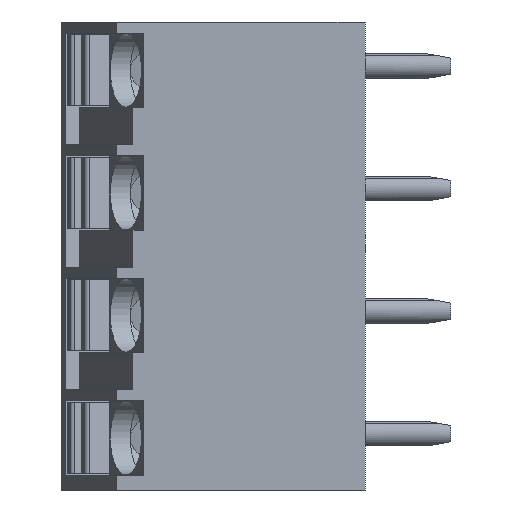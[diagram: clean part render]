
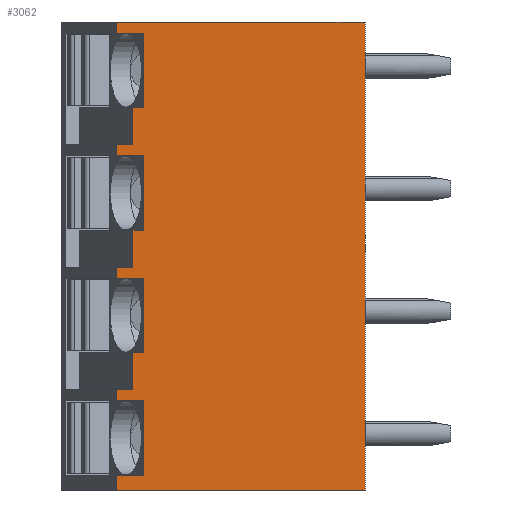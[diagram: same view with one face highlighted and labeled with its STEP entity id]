
A CAD part, left-side view. The second image highlights one B-rep face of the part: STEP entity #3062.
In plain terms, the highlighted planar face has unit normal (-1, 0, 0).
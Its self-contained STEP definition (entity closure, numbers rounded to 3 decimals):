
#25=DIRECTION('',(0.,-1.,0.));
#26=VECTOR('',#25,10.135);
#27=CARTESIAN_POINT('',(-4.998,3.935,-2.35));
#28=LINE('',#27,#26);
#45=DIRECTION('',(0.,0.,1.));
#46=VECTOR('',#45,19.1);
#47=CARTESIAN_POINT('',(-4.998,-6.2,-2.35));
#48=LINE('',#47,#46);
#185=DIRECTION('',(0.,0.,1.));
#186=VECTOR('',#185,1.5);
#187=CARTESIAN_POINT('',(-4.998,3.273,11.75));
#188=LINE('',#187,#186);
#189=DIRECTION('',(0.,-1.,0.));
#190=VECTOR('',#189,0.441);
#191=CARTESIAN_POINT('',(-4.998,3.273,13.25));
#192=LINE('',#191,#190);
#193=DIRECTION('',(0.,0.,1.));
#194=VECTOR('',#193,3.05);
#195=CARTESIAN_POINT('',(-4.998,2.831,13.25));
#196=LINE('',#195,#194);
#197=DIRECTION('',(0.,-1.,0.));
#198=VECTOR('',#197,1.103);
#199=CARTESIAN_POINT('',(-4.998,3.935,16.3));
#200=LINE('',#199,#198);
#201=DIRECTION('',(0.,0.,1.));
#202=VECTOR('',#201,0.45);
#203=CARTESIAN_POINT('',(-4.998,3.935,16.3));
#204=LINE('',#203,#202);
#205=DIRECTION('',(0.,0.,1.));
#206=VECTOR('',#205,0.6);
#207=CARTESIAN_POINT('',(-4.998,3.935,-2.35));
#208=LINE('',#207,#206);
#209=DIRECTION('',(0.,-1.,0.));
#210=VECTOR('',#209,1.103);
#211=CARTESIAN_POINT('',(-4.998,3.935,-1.75));
#212=LINE('',#211,#210);
#213=DIRECTION('',(0.,0.,1.));
#214=VECTOR('',#213,3.05);
#215=CARTESIAN_POINT('',(-4.998,2.831,-1.75));
#216=LINE('',#215,#214);
#217=DIRECTION('',(0.,-1.,0.));
#218=VECTOR('',#217,1.103);
#219=CARTESIAN_POINT('',(-4.998,3.935,1.3));
#220=LINE('',#219,#218);
#221=DIRECTION('',(0.,0.,1.));
#222=VECTOR('',#221,0.45);
#223=CARTESIAN_POINT('',(-4.998,3.935,1.3));
#224=LINE('',#223,#222);
#225=DIRECTION('',(0.,-1.,0.));
#226=VECTOR('',#225,0.662);
#227=CARTESIAN_POINT('',(-4.998,3.935,1.75));
#228=LINE('',#227,#226);
#229=DIRECTION('',(0.,0.,1.));
#230=VECTOR('',#229,1.5);
#231=CARTESIAN_POINT('',(-4.998,3.273,1.75));
#232=LINE('',#231,#230);
#233=DIRECTION('',(0.,-1.,0.));
#234=VECTOR('',#233,0.441);
#235=CARTESIAN_POINT('',(-4.998,3.273,3.25));
#236=LINE('',#235,#234);
#237=DIRECTION('',(0.,0.,1.));
#238=VECTOR('',#237,3.05);
#239=CARTESIAN_POINT('',(-4.998,2.831,3.25));
#240=LINE('',#239,#238);
#241=DIRECTION('',(0.,-1.,0.));
#242=VECTOR('',#241,1.103);
#243=CARTESIAN_POINT('',(-4.998,3.935,6.3));
#244=LINE('',#243,#242);
#245=DIRECTION('',(0.,0.,1.));
#246=VECTOR('',#245,0.45);
#247=CARTESIAN_POINT('',(-4.998,3.935,6.3));
#248=LINE('',#247,#246);
#249=DIRECTION('',(0.,-1.,0.));
#250=VECTOR('',#249,0.662);
#251=CARTESIAN_POINT('',(-4.998,3.935,6.75));
#252=LINE('',#251,#250);
#253=DIRECTION('',(0.,0.,1.));
#254=VECTOR('',#253,1.5);
#255=CARTESIAN_POINT('',(-4.998,3.273,6.75));
#256=LINE('',#255,#254);
#257=DIRECTION('',(0.,-1.,0.));
#258=VECTOR('',#257,0.441);
#259=CARTESIAN_POINT('',(-4.998,3.273,8.25));
#260=LINE('',#259,#258);
#261=DIRECTION('',(0.,0.,1.));
#262=VECTOR('',#261,3.05);
#263=CARTESIAN_POINT('',(-4.998,2.831,8.25));
#264=LINE('',#263,#262);
#265=DIRECTION('',(0.,-1.,0.));
#266=VECTOR('',#265,1.103);
#267=CARTESIAN_POINT('',(-4.998,3.935,11.3));
#268=LINE('',#267,#266);
#269=DIRECTION('',(0.,0.,1.));
#270=VECTOR('',#269,0.45);
#271=CARTESIAN_POINT('',(-4.998,3.935,11.3));
#272=LINE('',#271,#270);
#273=DIRECTION('',(0.,-1.,0.));
#274=VECTOR('',#273,0.662);
#275=CARTESIAN_POINT('',(-4.998,3.935,11.75));
#276=LINE('',#275,#274);
#1857=DIRECTION('',(0.,-1.,0.));
#1858=VECTOR('',#1857,10.135);
#1859=CARTESIAN_POINT('',(-4.998,3.935,16.75));
#1860=LINE('',#1859,#1858);
#2255=CARTESIAN_POINT('',(-4.998,3.935,-2.35));
#2256=VERTEX_POINT('',#2255);
#2257=CARTESIAN_POINT('',(-4.998,-6.2,-2.35));
#2258=VERTEX_POINT('',#2257);
#2267=CARTESIAN_POINT('',(-4.998,3.935,16.75));
#2268=VERTEX_POINT('',#2267);
#2269=CARTESIAN_POINT('',(-4.998,-6.2,16.75));
#2270=VERTEX_POINT('',#2269);
#2273=CARTESIAN_POINT('',(-4.998,3.935,-1.75));
#2275=VERTEX_POINT('',#2273);
#2277=CARTESIAN_POINT('',(-4.998,3.935,1.3));
#2279=VERTEX_POINT('',#2277);
#2281=CARTESIAN_POINT('',(-4.998,2.831,-1.75));
#2282=CARTESIAN_POINT('',(-4.998,2.831,1.3));
#2283=VERTEX_POINT('',#2281);
#2284=VERTEX_POINT('',#2282);
#2518=CARTESIAN_POINT('',(-4.998,3.935,6.3));
#2520=VERTEX_POINT('',#2518);
#2522=CARTESIAN_POINT('',(-4.998,2.831,3.25));
#2523=CARTESIAN_POINT('',(-4.998,2.831,6.3));
#2524=VERTEX_POINT('',#2522);
#2525=VERTEX_POINT('',#2523);
#2554=CARTESIAN_POINT('',(-4.998,3.935,1.75));
#2556=VERTEX_POINT('',#2554);
#2558=CARTESIAN_POINT('',(-4.998,3.273,1.75));
#2559=CARTESIAN_POINT('',(-4.998,3.273,3.25));
#2560=VERTEX_POINT('',#2558);
#2561=VERTEX_POINT('',#2559);
#2578=CARTESIAN_POINT('',(-4.998,3.935,11.3));
#2580=VERTEX_POINT('',#2578);
#2582=CARTESIAN_POINT('',(-4.998,2.831,8.25));
#2583=CARTESIAN_POINT('',(-4.998,2.831,11.3));
#2584=VERTEX_POINT('',#2582);
#2585=VERTEX_POINT('',#2583);
#2706=CARTESIAN_POINT('',(-4.998,3.935,6.75));
#2708=VERTEX_POINT('',#2706);
#2710=CARTESIAN_POINT('',(-4.998,3.273,6.75));
#2711=CARTESIAN_POINT('',(-4.998,3.273,8.25));
#2712=VERTEX_POINT('',#2710);
#2713=VERTEX_POINT('',#2711);
#2730=CARTESIAN_POINT('',(-4.998,3.935,16.3));
#2732=VERTEX_POINT('',#2730);
#2734=CARTESIAN_POINT('',(-4.998,2.831,13.25));
#2735=CARTESIAN_POINT('',(-4.998,2.831,16.3));
#2736=VERTEX_POINT('',#2734);
#2737=VERTEX_POINT('',#2735);
#2858=CARTESIAN_POINT('',(-4.998,3.935,11.75));
#2860=VERTEX_POINT('',#2858);
#2862=CARTESIAN_POINT('',(-4.998,3.273,11.75));
#2863=CARTESIAN_POINT('',(-4.998,3.273,13.25));
#2864=VERTEX_POINT('',#2862);
#2865=VERTEX_POINT('',#2863);
#3005=CARTESIAN_POINT('',(-4.998,3.935,-2.35));
#3006=DIRECTION('',(-1.,0.,0.));
#3007=DIRECTION('',(0.,-1.,0.));
#3008=AXIS2_PLACEMENT_3D('',#3005,#3006,#3007);
#3009=PLANE('',#3008);
#3011=ORIENTED_EDGE('',*,*,#3010,.T.);
#3013=ORIENTED_EDGE('',*,*,#3012,.T.);
#3015=ORIENTED_EDGE('',*,*,#3014,.T.);
#3017=ORIENTED_EDGE('',*,*,#3016,.F.);
#3019=ORIENTED_EDGE('',*,*,#3018,.T.);
#3021=ORIENTED_EDGE('',*,*,#3020,.T.);
#3022=ORIENTED_EDGE('',*,*,#2925,.F.);
#3023=ORIENTED_EDGE('',*,*,#2881,.F.);
#3025=ORIENTED_EDGE('',*,*,#3024,.T.);
#3027=ORIENTED_EDGE('',*,*,#3026,.T.);
#3029=ORIENTED_EDGE('',*,*,#3028,.T.);
#3031=ORIENTED_EDGE('',*,*,#3030,.F.);
#3033=ORIENTED_EDGE('',*,*,#3032,.T.);
#3035=ORIENTED_EDGE('',*,*,#3034,.T.);
#3037=ORIENTED_EDGE('',*,*,#3036,.T.);
#3039=ORIENTED_EDGE('',*,*,#3038,.T.);
#3041=ORIENTED_EDGE('',*,*,#3040,.T.);
#3043=ORIENTED_EDGE('',*,*,#3042,.F.);
#3045=ORIENTED_EDGE('',*,*,#3044,.T.);
#3047=ORIENTED_EDGE('',*,*,#3046,.T.);
#3049=ORIENTED_EDGE('',*,*,#3048,.T.);
#3051=ORIENTED_EDGE('',*,*,#3050,.T.);
#3053=ORIENTED_EDGE('',*,*,#3052,.T.);
#3055=ORIENTED_EDGE('',*,*,#3054,.F.);
#3057=ORIENTED_EDGE('',*,*,#3056,.T.);
#3059=ORIENTED_EDGE('',*,*,#3058,.T.);
#3060=EDGE_LOOP('',(#3011,#3013,#3015,#3017,#3019,#3021,#3022,#3023,#3025,#3027,
#3029,#3031,#3033,#3035,#3037,#3039,#3041,#3043,#3045,#3047,#3049,#3051,#3053,
#3055,#3057,#3059));
#3061=FACE_OUTER_BOUND('',#3060,.F.);
#2881=EDGE_CURVE('',#2256,#2258,#28,.T.);
#2925=EDGE_CURVE('',#2258,#2270,#48,.T.);
#3010=EDGE_CURVE('',#2864,#2865,#188,.T.);
#3012=EDGE_CURVE('',#2865,#2736,#192,.T.);
#3014=EDGE_CURVE('',#2736,#2737,#196,.T.);
#3016=EDGE_CURVE('',#2732,#2737,#200,.T.);
#3018=EDGE_CURVE('',#2732,#2268,#204,.T.);
#3020=EDGE_CURVE('',#2268,#2270,#1860,.T.);
#3024=EDGE_CURVE('',#2256,#2275,#208,.T.);
#3026=EDGE_CURVE('',#2275,#2283,#212,.T.);
#3028=EDGE_CURVE('',#2283,#2284,#216,.T.);
#3030=EDGE_CURVE('',#2279,#2284,#220,.T.);
#3032=EDGE_CURVE('',#2279,#2556,#224,.T.);
#3034=EDGE_CURVE('',#2556,#2560,#228,.T.);
#3036=EDGE_CURVE('',#2560,#2561,#232,.T.);
#3038=EDGE_CURVE('',#2561,#2524,#236,.T.);
#3040=EDGE_CURVE('',#2524,#2525,#240,.T.);
#3042=EDGE_CURVE('',#2520,#2525,#244,.T.);
#3044=EDGE_CURVE('',#2520,#2708,#248,.T.);
#3046=EDGE_CURVE('',#2708,#2712,#252,.T.);
#3048=EDGE_CURVE('',#2712,#2713,#256,.T.);
#3050=EDGE_CURVE('',#2713,#2584,#260,.T.);
#3052=EDGE_CURVE('',#2584,#2585,#264,.T.);
#3054=EDGE_CURVE('',#2580,#2585,#268,.T.);
#3056=EDGE_CURVE('',#2580,#2860,#272,.T.);
#3058=EDGE_CURVE('',#2860,#2864,#276,.T.);
#3062=ADVANCED_FACE('',(#3061),#3009,.T.);
